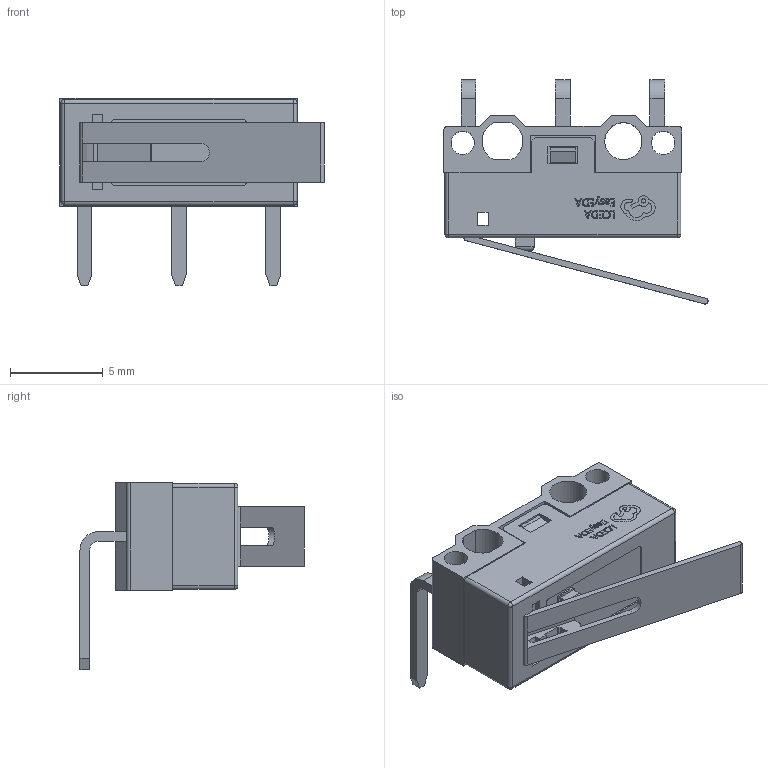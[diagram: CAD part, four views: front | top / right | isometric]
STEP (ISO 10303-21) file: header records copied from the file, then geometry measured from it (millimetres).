
FILE_DESCRIPTION(/* description */ (''),/* implementation_level */ '2;1');
FILE_NAME(/* name */ 'SW-Yuandi TC-5610D-T.step',/* time_stamp */ '2023-02-16T13:54:19+08:00',/* author */ (''),/* organization */ (''),/* preprocessor_version */ 'ST-DEVELOPER v19.2',/* originating_system */ 'Autodesk Translation Framework v11.17.0.187',/* authorisation */ '');
FILE_SCHEMA (('AUTOMOTIVE_DESIGN { 1 0 10303 214 3 1 1 }'));
Length unit declared in the file: millimetre
Products named in the file (3): SW2; SW-TH_TC-5610D-T; COMPOUND (7)
Assembly tree (2 placements, depth 3):
  SW2
    SW-TH_TC-5610D-T
      COMPOUND (7)
Bounding box: 14.21 x 12.06 x 10.06 mm (x, y, z)
Volume: 413.3 mm3; surface area: 681.7 mm2
Topology: 14 solids, 14 shells, 463 faces, 1260 edges, 830 vertices
Faces by surface type: plane 309, bspline 112, cylinder 38, sphere 4
Full cylindrical faces by diameter (mm): 1.26 x2, 2 x1
Entity records: 15821 total; most frequent: CARTESIAN_POINT 4394, ORIENTED_EDGE 2512, DIRECTION 1986, EDGE_CURVE 1256, LINE 958, VECTOR 958, VERTEX_POINT 830, AXIS2_PLACEMENT_3D 514
